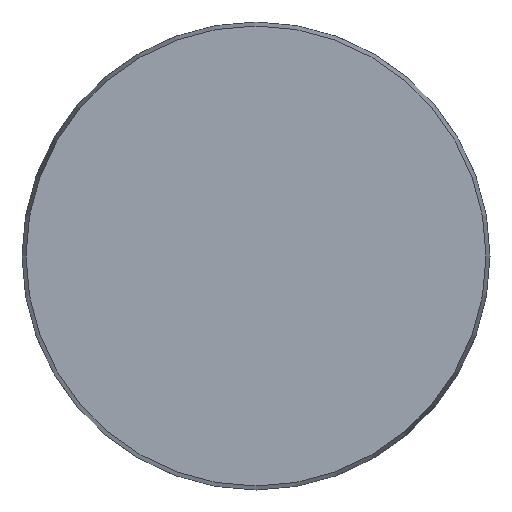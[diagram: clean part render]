
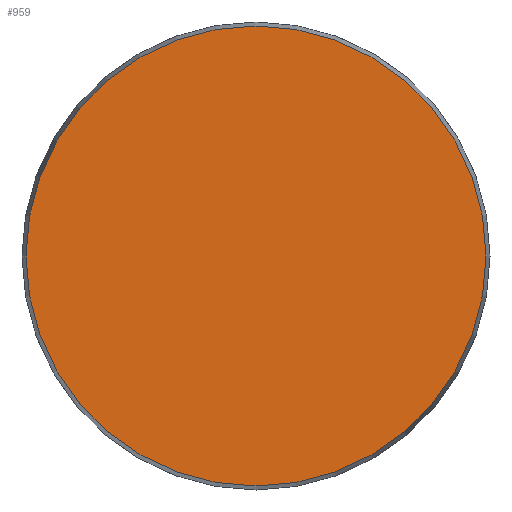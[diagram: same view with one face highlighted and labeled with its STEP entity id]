
A CAD part, front view. The second image highlights one B-rep face of the part: STEP entity #959.
In plain terms, the highlighted planar face has unit normal (0, -1, 0).
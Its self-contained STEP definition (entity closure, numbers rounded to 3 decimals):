
#6 = CARTESIAN_POINT ( 'NONE',  ( 0., 0., -49.143 ) ) ;
#23 = AXIS2_PLACEMENT_3D ( 'NONE', #715, #396, #786 ) ;
#85 = PLANE ( 'NONE',  #851 ) ;
#88 = DIRECTION ( 'NONE',  ( 0., 0., 1. ) ) ;
#92 = ORIENTED_EDGE ( 'NONE', *, *, #118, .T. ) ;
#118 = EDGE_CURVE ( 'NONE', #1033, #227, #684, .T. ) ;
#191 = EDGE_CURVE ( 'NONE', #227, #1033, #880, .T. ) ;
#197 = ORIENTED_EDGE ( 'NONE', *, *, #191, .T. ) ;
#212 = DIRECTION ( 'NONE',  ( 0., -1., 0. ) ) ;
#227 = VERTEX_POINT ( 'NONE', #6 ) ;
#233 = CARTESIAN_POINT ( 'NONE',  ( 0., 0., 49.143 ) ) ;
#241 = FACE_OUTER_BOUND ( 'NONE', #693, .T. ) ;
#245 = AXIS2_PLACEMENT_3D ( 'NONE', #1004, #212, #847 ) ;
#396 = DIRECTION ( 'NONE',  ( 0., -1., 0. ) ) ;
#560 = CARTESIAN_POINT ( 'NONE',  ( -49.143, 0., 0. ) ) ;
#684 = CIRCLE ( 'NONE', #245, 49.143 ) ;
#693 = EDGE_LOOP ( 'NONE', ( #92, #197 ) ) ;
#715 = CARTESIAN_POINT ( 'NONE',  ( 0., 0., 0. ) ) ;
#786 = DIRECTION ( 'NONE',  ( 0., 0., -1. ) ) ;
#847 = DIRECTION ( 'NONE',  ( 0., 0., -1. ) ) ;
#851 = AXIS2_PLACEMENT_3D ( 'NONE', #560, #874, #88 ) ;
#874 = DIRECTION ( 'NONE',  ( 0., 1., 0. ) ) ;
#880 = CIRCLE ( 'NONE', #23, 49.143 ) ;
#959 = ADVANCED_FACE ( 'NONE', ( #241 ), #85, .F. ) ;
#1004 = CARTESIAN_POINT ( 'NONE',  ( 0., 0., 0. ) ) ;
#1033 = VERTEX_POINT ( 'NONE', #233 ) ;
